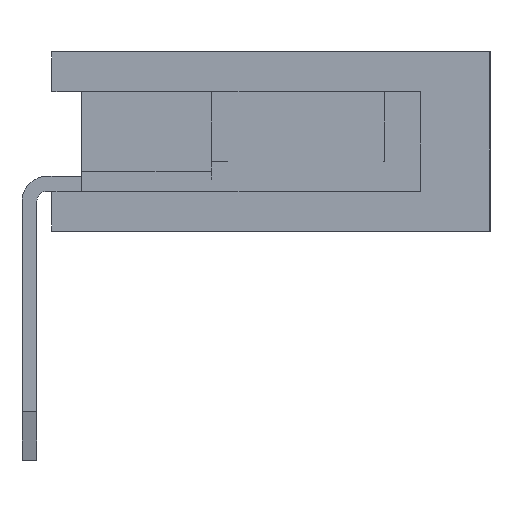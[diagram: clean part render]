
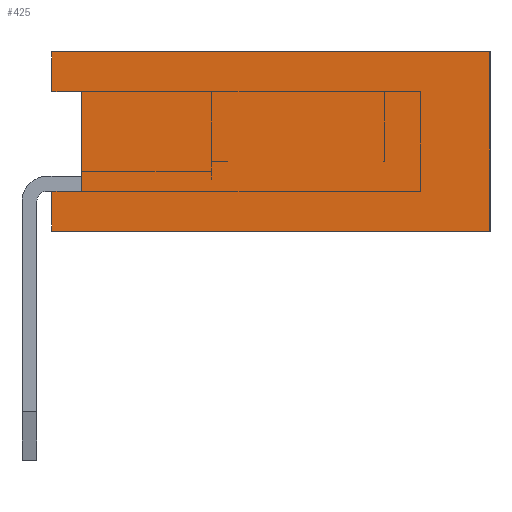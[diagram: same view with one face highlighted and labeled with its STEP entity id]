
A CAD part, left-side view. The second image highlights one B-rep face of the part: STEP entity #425.
In plain terms, the highlighted planar face has unit normal (-1, 0, 0).
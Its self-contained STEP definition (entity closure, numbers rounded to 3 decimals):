
#425=ADVANCED_FACE('',(#16429),#16431,.T.);
#16429=FACE_BOUND('',#16430,.T.);
#16430=EDGE_LOOP('',(#29225,#29226,#29227,#29228,#29229,#29230,#29231,#29232));
#16431=PLANE('',#16432);
#16432=AXIS2_PLACEMENT_3D('',#16433,#16434,#16435);
#16433=CARTESIAN_POINT('',(-0.635,-4.625,0.));
#16434=DIRECTION('',(-1.,0.,0.));
#16435=DIRECTION('',(0.,0.,1.));
#29225=ORIENTED_EDGE('',*,*,#38669,.T.);
#29226=ORIENTED_EDGE('',*,*,#38801,.T.);
#29227=ORIENTED_EDGE('',*,*,#38542,.T.);
#29228=ORIENTED_EDGE('',*,*,#38800,.F.);
#29229=ORIENTED_EDGE('',*,*,#38802,.F.);
#29230=ORIENTED_EDGE('',*,*,#38803,.T.);
#29231=ORIENTED_EDGE('',*,*,#38804,.T.);
#29232=ORIENTED_EDGE('',*,*,#38795,.F.);
#38542=EDGE_CURVE('',#43338,#43335,#43339,.F.);
#38669=EDGE_CURVE('',#43592,#43590,#43593,.F.);
#38795=EDGE_CURVE('',#43592,#43837,#43838,.T.);
#38800=EDGE_CURVE('',#43844,#43335,#43846,.T.);
#38801=EDGE_CURVE('',#43590,#43338,#43847,.T.);
#38802=EDGE_CURVE('',#43848,#43844,#43849,.T.);
#38803=EDGE_CURVE('',#43848,#43850,#43851,.T.);
#38804=EDGE_CURVE('',#43850,#43837,#43852,.T.);
#43335=VERTEX_POINT('',#51205);
#43338=VERTEX_POINT('',#51210);
#43339=LINE('',#51211,#51212);
#43590=VERTEX_POINT('',#51714);
#43592=VERTEX_POINT('',#51718);
#43593=LINE('',#51719,#51720);
#43837=VERTEX_POINT('',#52215);
#43838=LINE('',#52216,#52217);
#43844=VERTEX_POINT('',#52230);
#43846=LINE('',#52234,#52235);
#43847=LINE('',#52237,#52238);
#43848=VERTEX_POINT('',#52240);
#43849=LINE('',#52241,#52242);
#43850=VERTEX_POINT('',#52244);
#43851=LINE('',#52245,#52246);
#43852=LINE('',#52248,#52249);
#51205=CARTESIAN_POINT('',(-0.635,-0.225,0.4));
#51210=CARTESIAN_POINT('',(-0.635,-0.525,0.4));
#51211=CARTESIAN_POINT('',(-0.635,-0.225,0.4));
#51212=VECTOR('',#51213,1.);
#51213=DIRECTION('',(0.,-1.,0.));
#51714=CARTESIAN_POINT('',(-0.635,-0.525,1.4));
#51718=CARTESIAN_POINT('',(-0.635,-0.225,1.4));
#51719=CARTESIAN_POINT('',(-0.635,-0.525,1.4));
#51720=VECTOR('',#51721,1.);
#51721=DIRECTION('',(0.,1.,0.));
#52215=CARTESIAN_POINT('',(-0.635,-0.225,1.8));
#52216=CARTESIAN_POINT('',(-0.635,-0.225,1.4));
#52217=VECTOR('',#52218,1.);
#52218=DIRECTION('',(0.,0.,1.));
#52230=CARTESIAN_POINT('',(-0.635,-0.225,0.));
#52234=CARTESIAN_POINT('',(-0.635,-0.225,0.));
#52235=VECTOR('',#52236,1.);
#52236=DIRECTION('',(0.,0.,1.));
#52237=CARTESIAN_POINT('',(-0.635,-0.525,1.4));
#52238=VECTOR('',#52239,1.);
#52239=DIRECTION('',(0.,0.,-1.));
#52240=CARTESIAN_POINT('',(-0.635,-4.625,0.));
#52241=CARTESIAN_POINT('',(-0.635,-4.625,0.));
#52242=VECTOR('',#52243,1.);
#52243=DIRECTION('',(0.,1.,0.));
#52244=CARTESIAN_POINT('',(-0.635,-4.625,1.8));
#52245=CARTESIAN_POINT('',(-0.635,-4.625,0.));
#52246=VECTOR('',#52247,1.);
#52247=DIRECTION('',(0.,0.,1.));
#52248=CARTESIAN_POINT('',(-0.635,-4.625,1.8));
#52249=VECTOR('',#52250,1.);
#52250=DIRECTION('',(0.,1.,0.));
